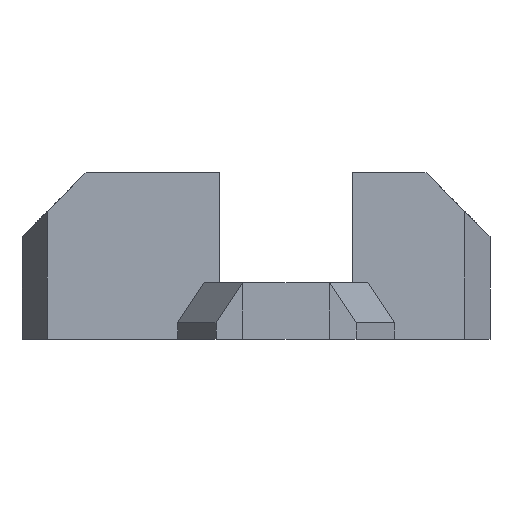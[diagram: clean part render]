
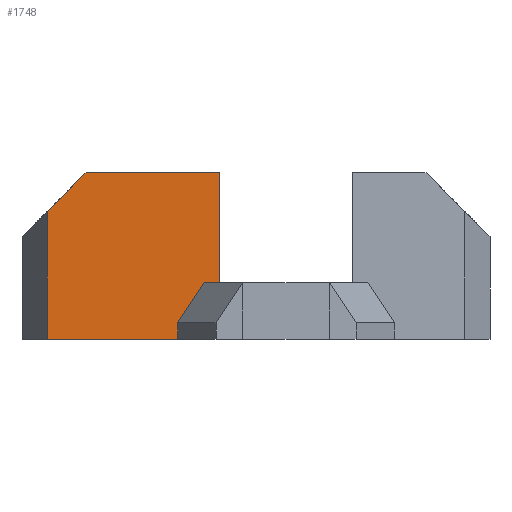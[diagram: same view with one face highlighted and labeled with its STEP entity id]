
A CAD part, front view. The second image highlights one B-rep face of the part: STEP entity #1748.
In plain terms, the highlighted planar face has unit normal (0, -1, 0).
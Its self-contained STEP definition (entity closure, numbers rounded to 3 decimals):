
#20 = FACE_OUTER_BOUND ( 'NONE', #1131, .T. ) ;
#189 = AXIS2_PLACEMENT_3D ( 'NONE', #385, #375, #393 ) ;
#264 = EDGE_CURVE ( 'NONE', #576, #502, #1661, .T. ) ;
#265 = EDGE_CURVE ( 'NONE', #578, #576, #1664, .T. ) ;
#268 = EDGE_CURVE ( 'NONE', #479, #502, #1680, .T. ) ;
#272 = EDGE_CURVE ( 'NONE', #485, #578, #1666, .T. ) ;
#279 = EDGE_CURVE ( 'NONE', #551, #479, #1647, .T. ) ;
#281 = EDGE_CURVE ( 'NONE', #491, #501, #1654, .T. ) ;
#283 = EDGE_CURVE ( 'NONE', #551, #501, #1660, .T. ) ;
#292 = EDGE_CURVE ( 'NONE', #485, #491, #1697, .T. ) ;
#372 = PLANE ( 'NONE',  #189 ) ;
#375 = DIRECTION ( 'NONE',  ( 0., 1., 0. ) ) ;
#385 = CARTESIAN_POINT ( 'NONE',  ( -31.347, 0.75, 0.75 ) ) ;
#393 = DIRECTION ( 'NONE',  ( -1., 0., 0. ) ) ;
#479 = VERTEX_POINT ( 'NONE', #908 ) ;
#485 = VERTEX_POINT ( 'NONE', #926 ) ;
#491 = VERTEX_POINT ( 'NONE', #914 ) ;
#501 = VERTEX_POINT ( 'NONE', #915 ) ;
#502 = VERTEX_POINT ( 'NONE', #902 ) ;
#551 = VERTEX_POINT ( 'NONE', #1005 ) ;
#576 = VERTEX_POINT ( 'NONE', #977 ) ;
#578 = VERTEX_POINT ( 'NONE', #1009 ) ;
#813 = CARTESIAN_POINT ( 'NONE',  ( -18.424, 0.75, 0.75 ) ) ;
#833 = DIRECTION ( 'NONE',  ( 0., 0., -1. ) ) ;
#848 = CARTESIAN_POINT ( 'NONE',  ( -16.674, 0.75, -7.501 ) ) ;
#850 = DIRECTION ( 'NONE',  ( 1., 0., 0. ) ) ;
#852 = CARTESIAN_POINT ( 'NONE',  ( -19.379, 0.75, -7.229 ) ) ;
#853 = DIRECTION ( 'NONE',  ( 0.555, 0., 0.832 ) ) ;
#856 = CARTESIAN_POINT ( 'NONE',  ( -31.347, 0.75, 0.75 ) ) ;
#857 = CARTESIAN_POINT ( 'NONE',  ( -21.56, 0.75, -7.501 ) ) ;
#858 = DIRECTION ( 'NONE',  ( 0., 0., -1. ) ) ;
#878 = DIRECTION ( 'NONE',  ( 1., 0., 0. ) ) ;
#879 = DIRECTION ( 'NONE',  ( 0.707, 0., 0.707 ) ) ;
#880 = DIRECTION ( 'NONE',  ( 1., 0., 0. ) ) ;
#888 = CARTESIAN_POINT ( 'NONE',  ( -28.424, 0.75, 0.75 ) ) ;
#889 = CARTESIAN_POINT ( 'NONE',  ( -31.347, 0.75, -11.75 ) ) ;
#892 = DIRECTION ( 'NONE',  ( 0., 0., -1. ) ) ;
#897 = CARTESIAN_POINT ( 'NONE',  ( -31.347, 0.75, 0.75 ) ) ;
#902 = CARTESIAN_POINT ( 'NONE',  ( -18.424, 0.75, -7.501 ) ) ;
#908 = CARTESIAN_POINT ( 'NONE',  ( -19.56, 0.75, -7.501 ) ) ;
#914 = CARTESIAN_POINT ( 'NONE',  ( -31.347, 0.75, -11.75 ) ) ;
#915 = CARTESIAN_POINT ( 'NONE',  ( -21.56, 0.75, -11.75 ) ) ;
#926 = CARTESIAN_POINT ( 'NONE',  ( -31.347, 0.75, -2.174 ) ) ;
#977 = CARTESIAN_POINT ( 'NONE',  ( -18.424, 0.75, 0.75 ) ) ;
#1005 = CARTESIAN_POINT ( 'NONE',  ( -21.56, 0.75, -10.501 ) ) ;
#1009 = CARTESIAN_POINT ( 'NONE',  ( -28.424, 0.75, 0.75 ) ) ;
#1061 = ORIENTED_EDGE ( 'NONE', *, *, #272, .F. ) ;
#1062 = ORIENTED_EDGE ( 'NONE', *, *, #292, .T. ) ;
#1063 = ORIENTED_EDGE ( 'NONE', *, *, #281, .T. ) ;
#1069 = ORIENTED_EDGE ( 'NONE', *, *, #283, .F. ) ;
#1081 = ORIENTED_EDGE ( 'NONE', *, *, #268, .T. ) ;
#1086 = ORIENTED_EDGE ( 'NONE', *, *, #264, .F. ) ;
#1087 = ORIENTED_EDGE ( 'NONE', *, *, #279, .T. ) ;
#1131 = EDGE_LOOP ( 'NONE', ( #1069, #1087, #1081, #1086, #1137, #1061, #1062, #1063 ) ) ;
#1137 = ORIENTED_EDGE ( 'NONE', *, *, #265, .F. ) ;
#1640 = VECTOR ( 'NONE', #878, 1000. ) ;
#1647 = LINE ( 'NONE', #852, #1648 ) ;
#1648 = VECTOR ( 'NONE', #853, 1000. ) ;
#1654 = LINE ( 'NONE', #889, #1655 ) ;
#1655 = VECTOR ( 'NONE', #850, 1000. ) ;
#1660 = LINE ( 'NONE', #857, #1678 ) ;
#1661 = LINE ( 'NONE', #813, #1663 ) ;
#1663 = VECTOR ( 'NONE', #833, 1000. ) ;
#1664 = LINE ( 'NONE', #856, #1640 ) ;
#1666 = LINE ( 'NONE', #888, #1668 ) ;
#1668 = VECTOR ( 'NONE', #879, 1000. ) ;
#1678 = VECTOR ( 'NONE', #858, 1000. ) ;
#1680 = LINE ( 'NONE', #848, #1683 ) ;
#1683 = VECTOR ( 'NONE', #880, 1000. ) ;
#1697 = LINE ( 'NONE', #897, #1702 ) ;
#1702 = VECTOR ( 'NONE', #892, 1000. ) ;
#1748 = ADVANCED_FACE ( 'NONE', ( #20 ), #372, .F. ) ;
